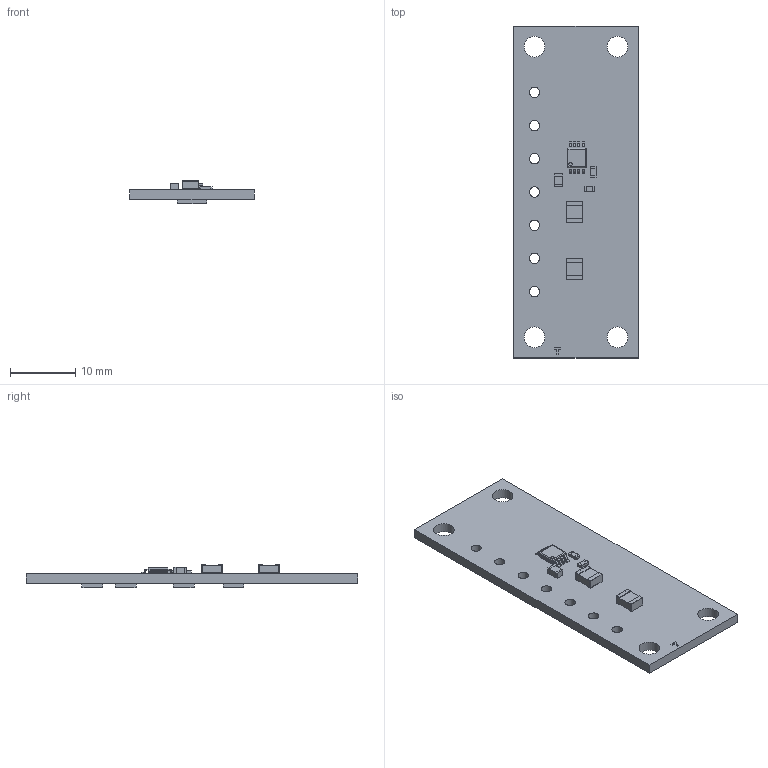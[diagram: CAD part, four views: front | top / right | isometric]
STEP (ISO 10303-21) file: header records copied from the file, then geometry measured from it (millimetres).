
FILE_DESCRIPTION(/* description */ (''),/* implementation_level */ '2;1');
FILE_NAME(/* name */ '601-1794-001',/* time_stamp */ '2001-11-01T11:48:55-06:00',/* author */ (''),/* organization */ (''),/* preprocessor_version */ 'ST-DEVELOPER 1.6',/* originating_system */ 'UNIGRAPHICS SOLUTIONS - UNIGRAPHICS 15.0',/* authorisation */ '');
FILE_SCHEMA (('AUTOMOTIVE_DESIGN_CC2 { 1 2 10303 214 -1 1 5 1 }'));
Length unit declared in the file: inch
Products named in the file (8): 827-3762-015; 827-3762-014; 827-3762-012; 827-3762-010; 827-3762-013; 827-3762-011; 600-2010-834; 601-1794-001
Assembly tree (11 placements, depth 2):
  601-1794-001
    600-2010-834
    827-3762-011  x2
    827-3762-013  x4
    827-3762-010
    827-3762-012
    827-3762-014
    827-3762-015
Bounding box: 19.05 x 50.8 x 3.52 mm (x, y, z)
Volume: 1469.9 mm3; surface area: 2704.9 mm2
Topology: 37 solids, 37 shells, 432 faces, 1063 edges, 699 vertices
Faces by surface type: plane 360, cylinder 64, sphere 8
Full cylindrical faces by diameter (mm): 0.508 x1, 1.587 x7, 3.175 x4
Entity records: 9430 total; most frequent: CARTESIAN_POINT 1582, DIRECTION 1528, ORIENTED_EDGE 1512, EDGE_CURVE 756, LINE 628, VECTOR 628, VERTEX_POINT 504, AXIS2_PLACEMENT_3D 450
